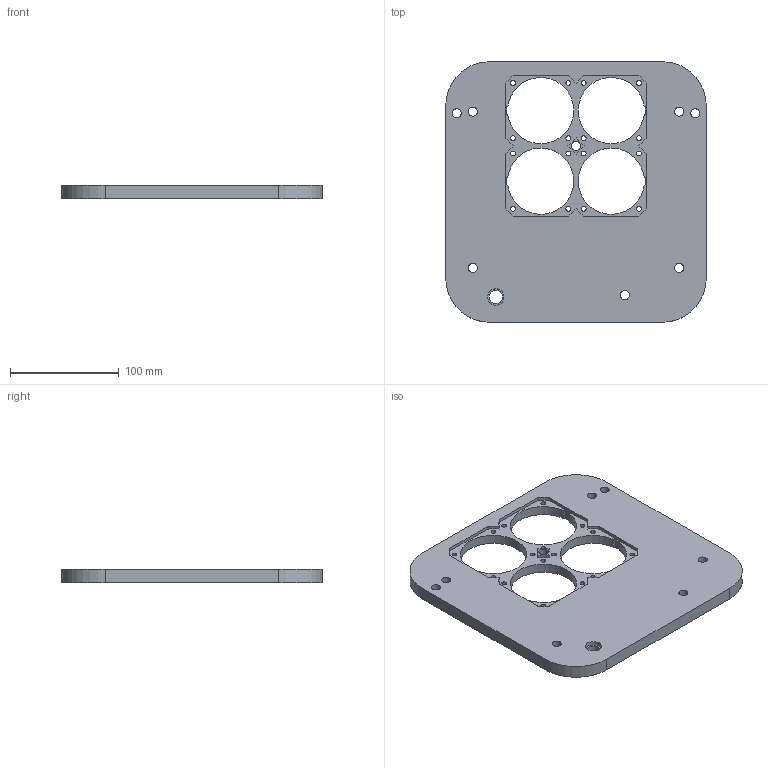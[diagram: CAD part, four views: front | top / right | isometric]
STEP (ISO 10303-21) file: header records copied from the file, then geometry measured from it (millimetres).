
FILE_DESCRIPTION(/* description */ (''),/* implementation_level */ '2;1');
FILE_NAME(/* name */ 'Baffle v8.step',/* time_stamp */ '2022-07-11T21:05:29+02:00',/* author */ (''),/* organization */ (''),/* preprocessor_version */ 'ST-DEVELOPER v19',/* originating_system */ 'Autodesk Translation Framework v11.7.0.108',/* authorisation */ '');
FILE_SCHEMA (('AUTOMOTIVE_DESIGN { 1 0 10303 214 3 1 1 }'));
Length unit declared in the file: millimetre
Products named in the file (2): 47TTHC; 47TTHC_1
Assembly tree (1 placements, depth 2):
  47TTHC
    47TTHC_1
Bounding box: 240 x 240 x 12 mm (x, y, z)
Volume: 510505.6 mm3; surface area: 111793.6 mm2
Topology: 1 solids, 1 shells, 95 faces, 270 edges, 180 vertices
Faces by surface type: cylinder 74, plane 21
Full cylindrical faces by diameter (mm): 4.5 x16, 8.4 x8, 12.2 x1, 15 x1
Entity records: 3348 total; most frequent: DIRECTION 614, CARTESIAN_POINT 548, ORIENTED_EDGE 540, EDGE_CURVE 270, AXIS2_PLACEMENT_3D 246, VERTEX_POINT 180, EDGE_LOOP 156, CIRCLE 148
